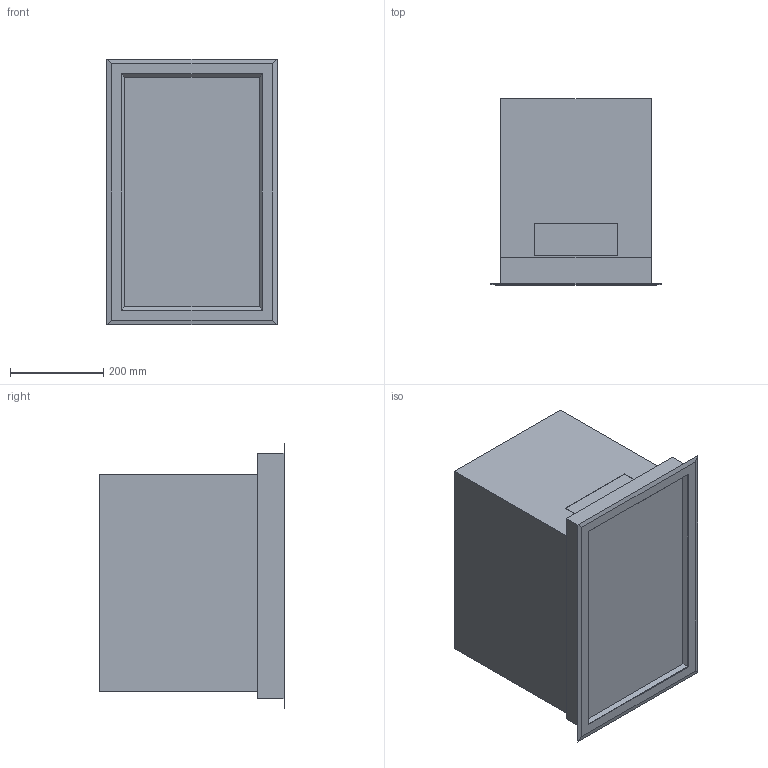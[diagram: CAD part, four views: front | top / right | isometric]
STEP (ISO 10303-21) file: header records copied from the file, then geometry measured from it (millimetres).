
FILE_DESCRIPTION(/* description */ ('Kühlplatte (stille Kühlung): eigengekühlt'),/* implementation_level */ '2;1');
FILE_NAME(/* name */ '3D-AKE-00003100.stp',/* time_stamp */ '2021-09-30T10:15:16+02:00',/* author */ ('maltrim.rexhaj'),/* organization */ (''),/* preprocessor_version */ 'ST-DEVELOPER v18',/* originating_system */ 'Autodesk Inventor 2020',/* authorisation */ '');
FILE_SCHEMA (('AUTOMOTIVE_DESIGN { 1 0 10303 214 3 1 1 }'));
Length unit declared in the file: millimetre
Products named in the file (1): 3D-AKE-00003100
Bounding box: 365 x 399 x 570 mm (x, y, z)
Volume: 59761662.3 mm3; surface area: 1357538.6 mm2
Topology: 2 solids, 2 shells, 31 faces, 68 edges, 44 vertices
Faces by surface type: plane 31
Entity records: 870 total; most frequent: CARTESIAN_POINT 144, ORIENTED_EDGE 136, DIRECTION 132, LINE 68, VECTOR 68, EDGE_CURVE 68, VERTEX_POINT 44, EDGE_LOOP 34
